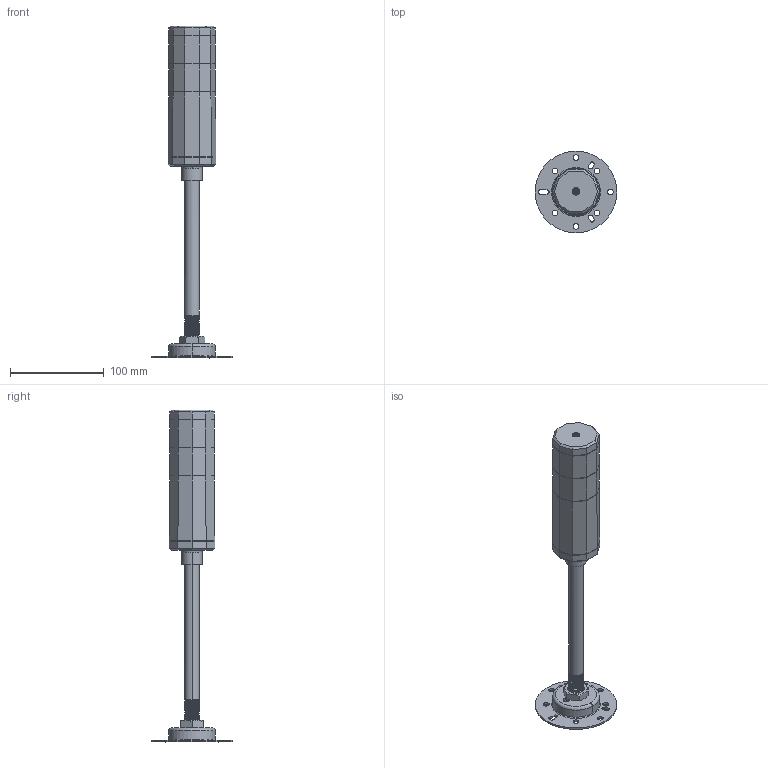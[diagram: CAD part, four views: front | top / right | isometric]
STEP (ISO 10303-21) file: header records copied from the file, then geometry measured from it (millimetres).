
FILE_DESCRIPTION((''),'2;1');
FILE_NAME('NLA50DC-2B4D SERIES.stp','2023-12-13T16:40:18',(''),(''),'Mechanical Desktop 2011','Mechanical Desktop 2011',', , ');
FILE_SCHEMA(('CONFIG_CONTROL_DESIGN'));
Length unit declared in the file: millimetre
Products named in the file (1): Product
Bounding box: 87.5 x 87.5 x 355 mm (x, y, z)
Volume: 315286 mm3; surface area: 81318.1 mm2
Topology: 17 solids, 17 shells, 414 faces, 1057 edges, 685 vertices
Faces by surface type: plane 224, cylinder 108, bspline 40, cone 26, torus 10, sphere 6
Entity records: 18748 total; most frequent: CARTESIAN_POINT 8854, ORIENTED_EDGE 2114, DIRECTION 1898, EDGE_CURVE 1057, VERTEX_POINT 685, AXIS2_PLACEMENT_3D 639, VECTOR 620, LINE 620
